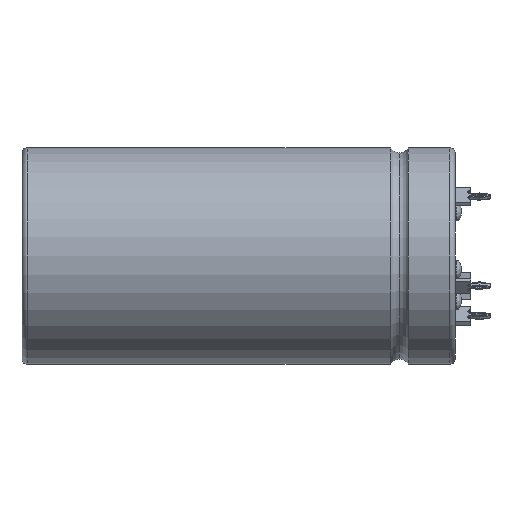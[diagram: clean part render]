
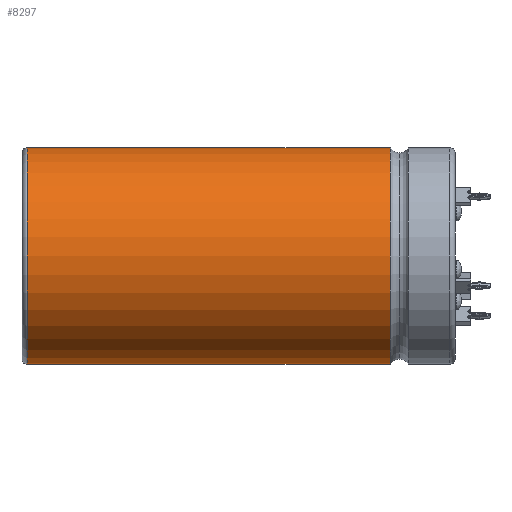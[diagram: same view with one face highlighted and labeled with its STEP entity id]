
A CAD part, left-side view. The second image highlights one B-rep face of the part: STEP entity #8297.
In plain terms, the highlighted cylindrical face has radius 20.5 mm (diameter 41 mm), a partial arc.
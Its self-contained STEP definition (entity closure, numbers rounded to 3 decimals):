
#23 = LINE ( 'NONE', #584, #10150 ) ;
#270 = AXIS2_PLACEMENT_3D ( 'NONE', #2214, #14147, #3327 ) ;
#584 = CARTESIAN_POINT ( 'NONE',  ( 0., 82., 20.5 ) ) ;
#1223 = LINE ( 'NONE', #9953, #2972 ) ;
#1985 = DIRECTION ( 'NONE',  ( 0., 0., 1. ) ) ;
#2129 = ORIENTED_EDGE ( 'NONE', *, *, #13358, .F. ) ;
#2214 = CARTESIAN_POINT ( 'NONE',  ( 0., 82., 0. ) ) ;
#2723 = ORIENTED_EDGE ( 'NONE', *, *, #11510, .F. ) ;
#2972 = VECTOR ( 'NONE', #13262, 1000. ) ;
#3054 = VERTEX_POINT ( 'NONE', #5842 ) ;
#3182 = AXIS2_PLACEMENT_3D ( 'NONE', #12713, #5058, #4966 ) ;
#3327 = DIRECTION ( 'NONE',  ( 0., 0., -1. ) ) ;
#4167 = ORIENTED_EDGE ( 'NONE', *, *, #12411, .T. ) ;
#4823 = FACE_OUTER_BOUND ( 'NONE', #6473, .T. ) ;
#4966 = DIRECTION ( 'NONE',  ( 0., 0., -1. ) ) ;
#5058 = DIRECTION ( 'NONE',  ( 0., -1., 0. ) ) ;
#5115 = AXIS2_PLACEMENT_3D ( 'NONE', #10916, #9415, #1985 ) ;
#5172 = ORIENTED_EDGE ( 'NONE', *, *, #10298, .T. ) ;
#5842 = CARTESIAN_POINT ( 'NONE',  ( 0., 81., -20.5 ) ) ;
#6077 = DIRECTION ( 'NONE',  ( 0., -1., 0. ) ) ;
#6473 = EDGE_LOOP ( 'NONE', ( #2723, #4167, #5172, #2129 ) ) ;
#7265 = VERTEX_POINT ( 'NONE', #12851 ) ;
#7394 = CARTESIAN_POINT ( 'NONE',  ( 0., 12.272, 20.5 ) ) ;
#8297 = ADVANCED_FACE ( 'NONE', ( #4823 ), #8897, .T. ) ;
#8825 = VERTEX_POINT ( 'NONE', #7394 ) ;
#8897 = CYLINDRICAL_SURFACE ( 'NONE', #270, 20.5 ) ;
#9415 = DIRECTION ( 'NONE',  ( 0., -1., 0. ) ) ;
#9953 = CARTESIAN_POINT ( 'NONE',  ( 0., 82., -20.5 ) ) ;
#10105 = CARTESIAN_POINT ( 'NONE',  ( 0., 12.272, -20.5 ) ) ;
#10150 = VECTOR ( 'NONE', #6077, 1000. ) ;
#10298 = EDGE_CURVE ( 'NONE', #3054, #13698, #1223, .T. ) ;
#10916 = CARTESIAN_POINT ( 'NONE',  ( 0., 81., 0. ) ) ;
#11510 = EDGE_CURVE ( 'NONE', #7265, #8825, #23, .T. ) ;
#11813 = CIRCLE ( 'NONE', #5115, 20.5 ) ;
#12411 = EDGE_CURVE ( 'NONE', #7265, #3054, #11813, .T. ) ;
#12592 = CIRCLE ( 'NONE', #3182, 20.5 ) ;
#12713 = CARTESIAN_POINT ( 'NONE',  ( 0., 12.272, 0. ) ) ;
#12851 = CARTESIAN_POINT ( 'NONE',  ( 0., 81., 20.5 ) ) ;
#13262 = DIRECTION ( 'NONE',  ( 0., -1., 0. ) ) ;
#13358 = EDGE_CURVE ( 'NONE', #8825, #13698, #12592, .T. ) ;
#13698 = VERTEX_POINT ( 'NONE', #10105 ) ;
#14147 = DIRECTION ( 'NONE',  ( 0., -1., 0. ) ) ;
